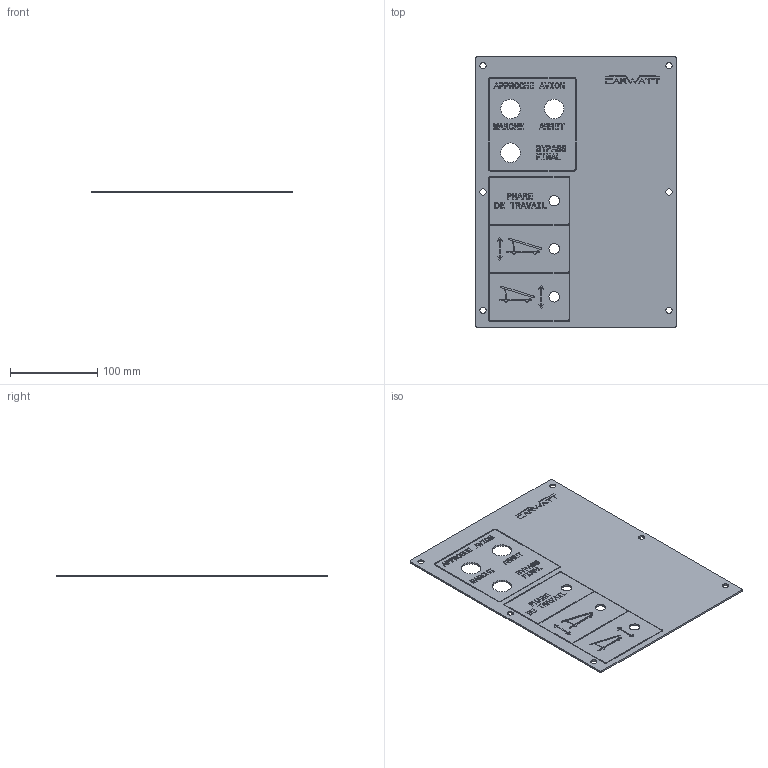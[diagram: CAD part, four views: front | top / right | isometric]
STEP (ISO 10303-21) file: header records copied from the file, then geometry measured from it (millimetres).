
FILE_DESCRIPTION(('CATIA V5 STEP Exchange'),'2;1');
FILE_NAME('NBL_IHMPG.stp','2019-03-14T17:10:14+00:00',('none'),('none'),'CATIA Version 5 Release 21 GA (IN-10)','CATIA V5 STEP AP203','none');
FILE_SCHEMA(('CONFIG_CONTROL_DESIGN'));
Length unit declared in the file: millimetre
Products named in the file (1): Plaque_Gauche_IHM_Pupitre
Bounding box: 230 x 310 x 2 mm (x, y, z)
Volume: 136792.7 mm3; surface area: 146837.5 mm2
Topology: 1 solids, 1 shells, 1300 faces, 3603 edges, 2402 vertices
Faces by surface type: plane 1216, cylinder 72, extrusion 12
Entity records: 39334 total; most frequent: CARTESIAN_POINT 7439, ORIENTED_EDGE 7206, DIRECTION 5433, EDGE_CURVE 3603, VECTOR 3335, LINE 3323, VERTEX_POINT 2402, EDGE_LOOP 1421
